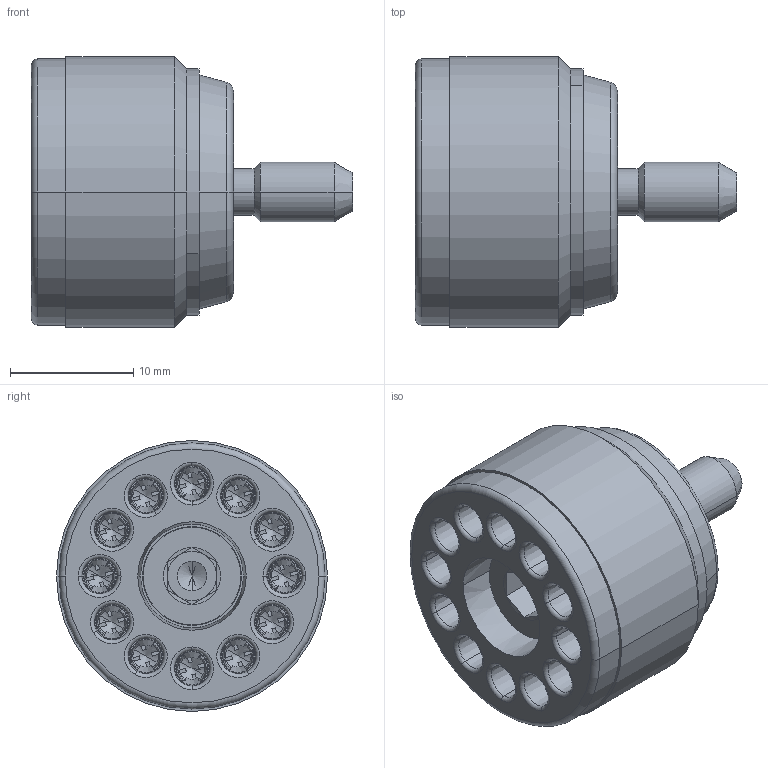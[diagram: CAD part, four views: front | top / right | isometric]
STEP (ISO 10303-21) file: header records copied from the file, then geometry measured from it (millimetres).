
FILE_DESCRIPTION((''),'2;1');
FILE_NAME('00117423000','2020-02-03T',('presta_be4'),(''),'CREO PARAMETRIC BY PTC INC, 2018360','CREO PARAMETRIC BY PTC INC, 2018360','');
FILE_SCHEMA(('CONFIG_CONTROL_DESIGN'));
Length unit declared in the file: millimetre
Products named in the file (1): 00117423000
Bounding box: 26.07 x 22 x 22 mm (x, y, z)
Volume: 4677.4 mm3; surface area: 5051.7 mm2
Topology: 1 solids, 2 shells, 956 faces, 2522 edges, 1594 vertices
Faces by surface type: plane 426, cone 292, cylinder 180, torus 58
Entity records: 31268 total; most frequent: CARTESIAN_POINT 7538, DIRECTION 5076, ORIENTED_EDGE 4988, EDGE_CURVE 2494, AXIS2_PLACEMENT_3D 2068, VERTEX_POINT 1594, CIRCLE 1112, EDGE_LOOP 1058
